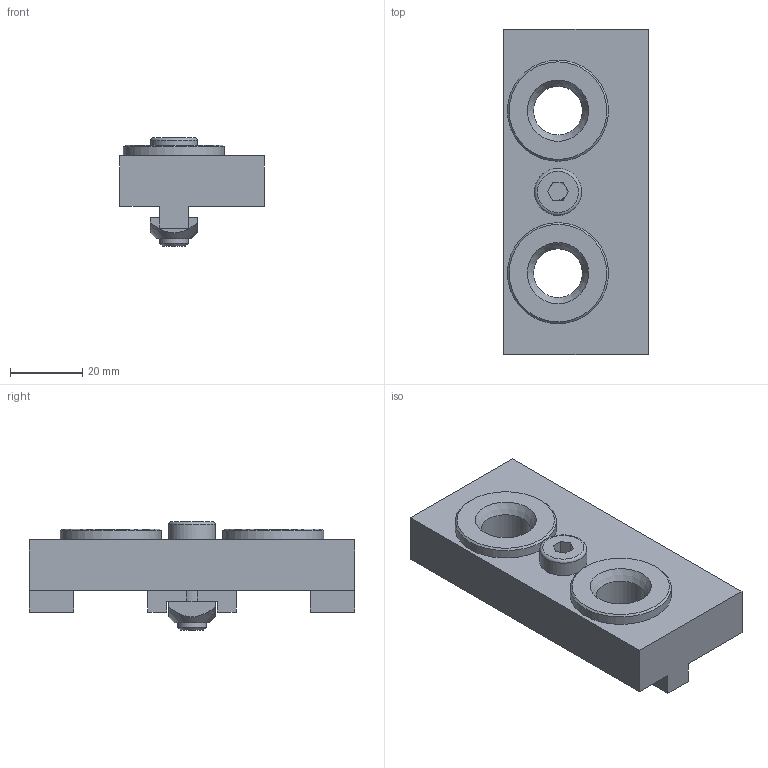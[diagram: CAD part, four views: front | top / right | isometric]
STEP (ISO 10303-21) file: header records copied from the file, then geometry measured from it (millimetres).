
FILE_DESCRIPTION(/* description */ (''),/* implementation_level */ '2;1');
FILE_NAME(/* name */ '990018.stp',/* time_stamp */ '2019-01-19T07:14:23+01:00',/* author */ ('Coufal'),/* organization */ ('Alutec K&K'),/* preprocessor_version */ 'ST-DEVELOPER v17',/* originating_system */ 'Autodesk Inventor 2018',/* authorisation */ '');
FILE_SCHEMA (('AUTOMOTIVE_DESIGN { 1 0 10303 214 3 1 1 }'));
Length unit declared in the file: millimetre
Products named in the file (6): 990018; 990018_01; 990018_02; 200825-210800; 200825; 210800
Assembly tree (6 placements, depth 3):
  990018
    990018_01
    990018_02  x2
    200825-210800
      200825
      210800
Bounding box: 40 x 90 x 30 mm (x, y, z)
Volume: 51428.3 mm3; surface area: 19314.6 mm2
Topology: 5 solids, 5 shells, 68 faces, 188 edges, 130 vertices
Faces by surface type: plane 44, cylinder 12, cone 10, torus 2
Full cylindrical faces by diameter (mm): 6.647 x1, 8 x1, 8.5 x1, 13 x1, 13.5 x2, 22 x4, 28 x2
Entity records: 2167 total; most frequent: CARTESIAN_POINT 374, DIRECTION 352, ORIENTED_EDGE 330, EDGE_CURVE 165, AXIS2_PLACEMENT_3D 128, VERTEX_POINT 114, LINE 96, VECTOR 96
